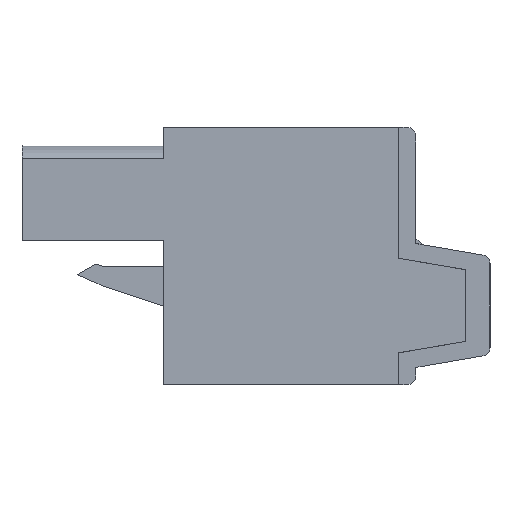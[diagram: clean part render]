
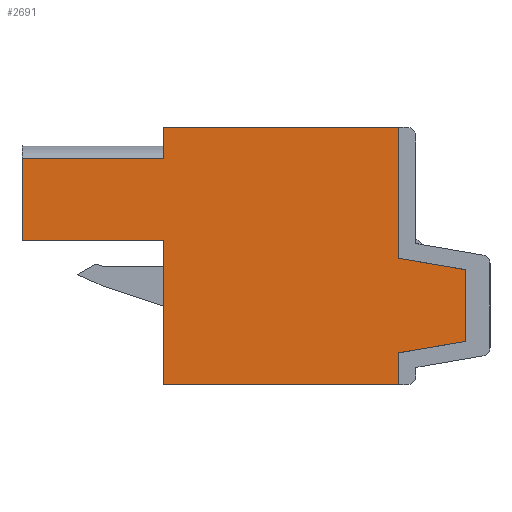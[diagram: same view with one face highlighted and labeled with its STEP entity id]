
A CAD part, left-side view. The second image highlights one B-rep face of the part: STEP entity #2691.
In plain terms, the highlighted planar face has unit normal (-1, 0, 0).
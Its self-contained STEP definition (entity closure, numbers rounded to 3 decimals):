
#2691 = ADVANCED_FACE( '', ( #5825 ), #5826, .F. );
#5825 = FACE_OUTER_BOUND( '', #9619, .T. );
#5826 = PLANE( '', #9620 );
#9619 = EDGE_LOOP( '', ( #16505, #16506, #16507, #16508, #16509, #16510, #16511, #16512, #16513, #16514, #16515, #16516 ) );
#9620 = AXIS2_PLACEMENT_3D( '', #16517, #16518, #16519 );
#16505 = ORIENTED_EDGE( '', *, *, #25926, .F. );
#16506 = ORIENTED_EDGE( '', *, *, #24167, .F. );
#16507 = ORIENTED_EDGE( '', *, *, #25927, .F. );
#16508 = ORIENTED_EDGE( '', *, *, #23415, .F. );
#16509 = ORIENTED_EDGE( '', *, *, #25928, .T. );
#16510 = ORIENTED_EDGE( '', *, *, #25929, .F. );
#16511 = ORIENTED_EDGE( '', *, *, #25930, .F. );
#16512 = ORIENTED_EDGE( '', *, *, #25931, .F. );
#16513 = ORIENTED_EDGE( '', *, *, #25932, .F. );
#16514 = ORIENTED_EDGE( '', *, *, #25933, .F. );
#16515 = ORIENTED_EDGE( '', *, *, #23571, .F. );
#16516 = ORIENTED_EDGE( '', *, *, #25934, .F. );
#16517 = CARTESIAN_POINT( '', ( -25.4, 0., 0. ) );
#16518 = DIRECTION( '', ( 1., 0., 0. ) );
#16519 = DIRECTION( '', ( 0., 0., -1. ) );
#23415 = EDGE_CURVE( '', #28073, #28075, #28076, .T. );
#23571 = EDGE_CURVE( '', #28357, #28359, #28360, .T. );
#24167 = EDGE_CURVE( '', #29404, #29406, #29407, .T. );
#25926 = EDGE_CURVE( '', #29406, #32192, #32193, .T. );
#25927 = EDGE_CURVE( '', #28075, #29404, #32194, .T. );
#25928 = EDGE_CURVE( '', #28073, #32195, #32196, .T. );
#25929 = EDGE_CURVE( '', #32197, #32195, #32198, .T. );
#25930 = EDGE_CURVE( '', #32199, #32197, #32200, .T. );
#25931 = EDGE_CURVE( '', #32201, #32199, #32202, .T. );
#25932 = EDGE_CURVE( '', #32203, #32201, #32204, .T. );
#25933 = EDGE_CURVE( '', #28359, #32203, #32205, .T. );
#25934 = EDGE_CURVE( '', #32192, #28357, #32206, .T. );
#28073 = VERTEX_POINT( '', #34929 );
#28075 = VERTEX_POINT( '', #34932 );
#28076 = LINE( '', #34933, #34934 );
#28357 = VERTEX_POINT( '', #35328 );
#28359 = VERTEX_POINT( '', #35331 );
#28360 = LINE( '', #35332, #35333 );
#29404 = VERTEX_POINT( '', #36828 );
#29406 = VERTEX_POINT( '', #36831 );
#29407 = LINE( '', #36832, #36833 );
#32192 = VERTEX_POINT( '', #40896 );
#32193 = LINE( '', #40897, #40898 );
#32194 = LINE( '', #40899, #40900 );
#32195 = VERTEX_POINT( '', #40901 );
#32196 = LINE( '', #40902, #40903 );
#32197 = VERTEX_POINT( '', #40904 );
#32198 = LINE( '', #40905, #40906 );
#32199 = VERTEX_POINT( '', #40907 );
#32200 = LINE( '', #40908, #40909 );
#32201 = VERTEX_POINT( '', #40910 );
#32202 = LINE( '', #40911, #40912 );
#32203 = VERTEX_POINT( '', #40913 );
#32204 = LINE( '', #40914, #40915 );
#32205 = LINE( '', #40916, #40917 );
#32206 = LINE( '', #40918, #40919 );
#34929 = CARTESIAN_POINT( '', ( -25.4, 23.445, 1.947 ) );
#34932 = CARTESIAN_POINT( '', ( -25.4, 23.445, 6.697 ) );
#34933 = CARTESIAN_POINT( '', ( -25.4, 23.445, 1.947 ) );
#34934 = VECTOR( '', #44601, 1000. );
#35328 = CARTESIAN_POINT( '', ( -25.4, 1.635, 0.917 ) );
#35331 = CARTESIAN_POINT( '', ( -25.4, -2.248, 0.252 ) );
#35332 = CARTESIAN_POINT( '', ( -25.4, 1.635, 0.917 ) );
#35333 = VECTOR( '', #44767, 1000. );
#36828 = CARTESIAN_POINT( '', ( -25.4, 15.245, 6.697 ) );
#36831 = CARTESIAN_POINT( '', ( -25.4, 15.245, 8.497 ) );
#36832 = CARTESIAN_POINT( '', ( -25.4, 15.245, -6.403 ) );
#36833 = VECTOR( '', #45334, 1000. );
#40896 = CARTESIAN_POINT( '', ( -25.4, 1.635, 8.497 ) );
#40897 = CARTESIAN_POINT( '', ( -25.4, 15.245, 8.497 ) );
#40898 = VECTOR( '', #46937, 1000. );
#40899 = CARTESIAN_POINT( '', ( -25.4, 23.445, 6.697 ) );
#40900 = VECTOR( '', #46938, 1000. );
#40901 = CARTESIAN_POINT( '', ( -25.4, 15.245, 1.947 ) );
#40902 = CARTESIAN_POINT( '', ( -25.4, 23.445, 1.947 ) );
#40903 = VECTOR( '', #46939, 1000. );
#40904 = CARTESIAN_POINT( '', ( -25.4, 15.245, -6.403 ) );
#40905 = CARTESIAN_POINT( '', ( -25.4, 15.245, -6.403 ) );
#40906 = VECTOR( '', #46940, 1000. );
#40907 = CARTESIAN_POINT( '', ( -25.4, 1.635, -6.403 ) );
#40908 = CARTESIAN_POINT( '', ( -25.4, 1.635, -6.403 ) );
#40909 = VECTOR( '', #46941, 1000. );
#40910 = CARTESIAN_POINT( '', ( -25.4, 1.635, -4.563 ) );
#40911 = CARTESIAN_POINT( '', ( -25.4, 1.635, -4.563 ) );
#40912 = VECTOR( '', #46942, 1000. );
#40913 = CARTESIAN_POINT( '', ( -25.4, -2.248, -3.898 ) );
#40914 = CARTESIAN_POINT( '', ( -25.4, -2.248, -3.898 ) );
#40915 = VECTOR( '', #46943, 1000. );
#40916 = CARTESIAN_POINT( '', ( -25.4, -2.248, 0.252 ) );
#40917 = VECTOR( '', #46944, 1000. );
#40918 = CARTESIAN_POINT( '', ( -25.4, 1.635, 8.497 ) );
#40919 = VECTOR( '', #46945, 1000. );
#44601 = DIRECTION( '', ( 0., 0., 1. ) );
#44767 = DIRECTION( '', ( 0., -0.986, -0.169 ) );
#45334 = DIRECTION( '', ( 0., 0., 1. ) );
#46937 = DIRECTION( '', ( 0., -1., 0. ) );
#46938 = DIRECTION( '', ( 0., -1., 0. ) );
#46939 = DIRECTION( '', ( 0., -1., 0. ) );
#46940 = DIRECTION( '', ( 0., 0., 1. ) );
#46941 = DIRECTION( '', ( 0., 1., 0. ) );
#46942 = DIRECTION( '', ( 0., 0., -1. ) );
#46943 = DIRECTION( '', ( 0., 0.986, -0.169 ) );
#46944 = DIRECTION( '', ( 0., 0., -1. ) );
#46945 = DIRECTION( '', ( 0., 0., -1. ) );
